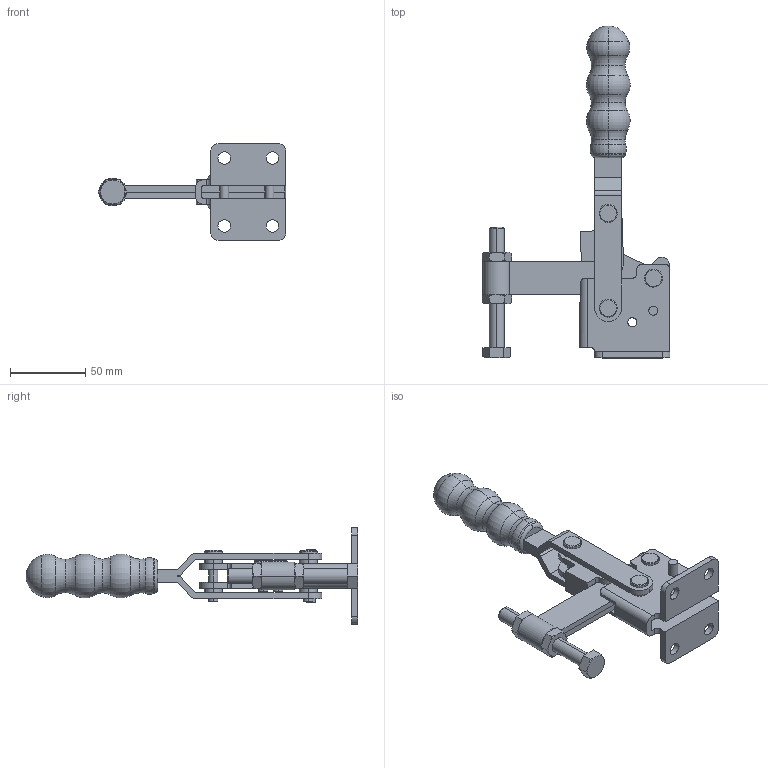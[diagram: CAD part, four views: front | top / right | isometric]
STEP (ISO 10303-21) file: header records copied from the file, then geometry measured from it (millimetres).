
FILE_DESCRIPTION (( 'STEP AP214' ), '1' );
FILE_NAME ('GH-13502-C(Â²¤Æ).STEP', '2020-03-20T09:18:48', ( 'LinWei' ), ( '' ), 'SwSTEP 2.0', 'SolidWorks 2016', '' );
FILE_SCHEMA (( 'AUTOMOTIVE_DESIGN' ));
Length unit declared in the file: millimetre
Products named in the file (6): Group2^GH-13502-C(簡化); GH-13502-C(簡化); GH-SA-108015-1^GH-13502-C(簡化); Group6^GH-13502-C(簡化); Group4^GH-13502-B(簡化); Group1^GH-13502-C(簡化)
Assembly tree (5 placements, depth 2):
  GH-13502-C(簡化)
    Group6^GH-13502-C(簡化)
    GH-SA-108015-1^GH-13502-C(簡化)
    Group1^GH-13502-C(簡化)
    Group2^GH-13502-C(簡化)
    Group4^GH-13502-B(簡化)
Bounding box: 124.81 x 220.4 x 64 mm (x, y, z)
Volume: 135509.8 mm3; surface area: 61418.2 mm2
Topology: 4 solids, 5 shells, 306 faces, 746 edges, 465 vertices
Faces by surface type: cylinder 125, plane 107, cone 50, torus 24
Entity records: 10218 total; most frequent: CARTESIAN_POINT 1948, DIRECTION 1644, ORIENTED_EDGE 1488, EDGE_CURVE 744, AXIS2_PLACEMENT_3D 657, VERTEX_POINT 465, EDGE_LOOP 357, CIRCLE 342
